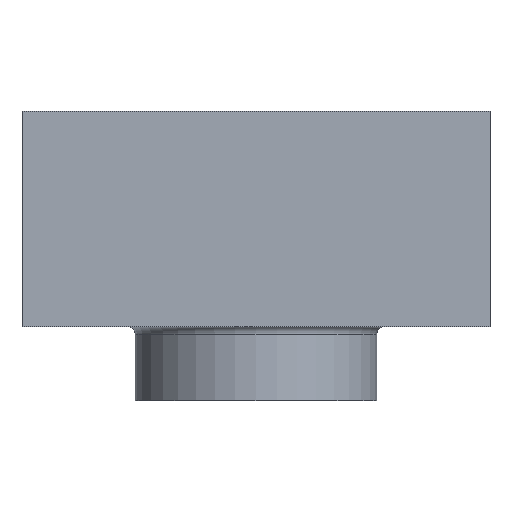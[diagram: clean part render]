
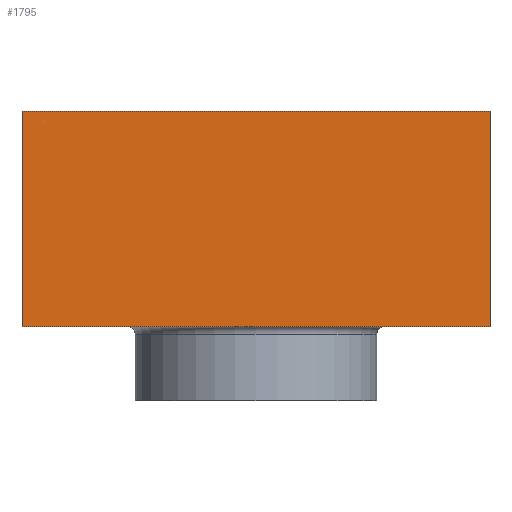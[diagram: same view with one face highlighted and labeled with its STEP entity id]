
A CAD part, front view. The second image highlights one B-rep face of the part: STEP entity #1795.
In plain terms, the highlighted planar face has unit normal (0, -1, 0).
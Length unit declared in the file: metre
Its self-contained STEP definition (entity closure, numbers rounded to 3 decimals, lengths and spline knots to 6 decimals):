
#508=ORIENTED_EDGE('',*,*,#893,.T.);
#509=ORIENTED_EDGE('',*,*,#897,.T.);
#510=ORIENTED_EDGE('',*,*,#898,.F.);
#511=ORIENTED_EDGE('',*,*,#776,.T.);
#776=EDGE_CURVE('',#1018,#1017,#1204,.T.);
#893=EDGE_CURVE('',#1017,#1085,#1239,.T.);
#897=EDGE_CURVE('',#1085,#1089,#1243,.T.);
#898=EDGE_CURVE('',#1018,#1089,#1244,.T.);
#1017=VERTEX_POINT('',#2783);
#1018=VERTEX_POINT('',#2785);
#1085=VERTEX_POINT('',#3021);
#1089=VERTEX_POINT('',#3031);
#1204=LINE('',#2784,#1365);
#1239=LINE('',#3023,#1400);
#1243=LINE('',#3030,#1404);
#1244=LINE('',#3032,#1405);
#1365=VECTOR('',#2176,1.);
#1400=VECTOR('',#2481,1.);
#1404=VECTOR('',#2487,1.);
#1405=VECTOR('',#2488,1.);
#1531=EDGE_LOOP('',(#508,#509,#510,#511));
#1640=FACE_BOUND('',#1531,.T.);
#1699=PLANE('',#1998);
#1795=ADVANCED_FACE('',(#1640),#1699,.F.);
#1998=AXIS2_PLACEMENT_3D('',#3029,#2485,#2486);
#2176=DIRECTION('',(1.,0.,0.));
#2481=DIRECTION('',(0.,0.,1.));
#2485=DIRECTION('',(0.,1.,0.));
#2486=DIRECTION('',(-1.,0.,0.));
#2487=DIRECTION('',(-1.,0.,0.));
#2488=DIRECTION('',(0.,0.,1.));
#2783=CARTESIAN_POINT('',(0.0063,-0.0063,0.002));
#2784=CARTESIAN_POINT('',(0.,-0.0063,0.002));
#2785=CARTESIAN_POINT('',(-0.0063,-0.0063,0.002));
#3021=CARTESIAN_POINT('',(0.0063,-0.0063,0.0078));
#3023=CARTESIAN_POINT('',(0.0063,-0.0063,-0.017221));
#3029=CARTESIAN_POINT('',(0.,-0.0063,-0.017221));
#3030=CARTESIAN_POINT('',(0.,-0.0063,0.0078));
#3031=CARTESIAN_POINT('',(-0.0063,-0.0063,0.0078));
#3032=CARTESIAN_POINT('',(-0.0063,-0.0063,-0.017221));
